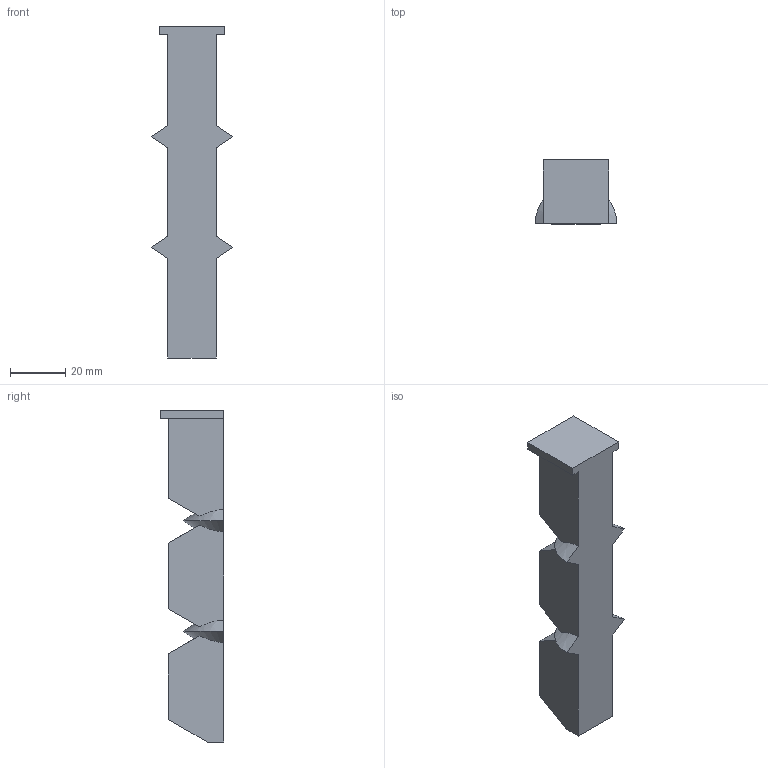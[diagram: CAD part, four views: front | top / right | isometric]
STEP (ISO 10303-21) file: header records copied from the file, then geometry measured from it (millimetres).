
FILE_DESCRIPTION(('Open CASCADE Model'),'2;1');
FILE_NAME('Open CASCADE Shape Model','2022-06-13T18:04:16',('Author'),( 'Open CASCADE'),'Open CASCADE STEP processor 7.6','Open CASCADE 7.6' ,'Unknown');
FILE_SCHEMA(('AUTOMOTIVE_DESIGN { 1 0 10303 214 1 1 1 1 }'));
Length unit declared in the file: millimetre
Products named in the file (1): Open CASCADE STEP translator 7.6 1
Bounding box: 29.5 x 23 x 120 mm (x, y, z)
Volume: 38310.6 mm3; surface area: 11135.1 mm2
Topology: 1 solids, 5 shells, 49 faces, 117 edges, 78 vertices
Faces by surface type: plane 27, bspline 18, cone 4
Entity records: 4115 total; most frequent: CARTESIAN_POINT 2088, DIRECTION 264, ORIENTED_EDGE 234, PCURVE 234, DEFINITIONAL_REPRESENTATION 234, LINE 164, VECTOR 164, B_SPLINE_CURVE_WITH_KNOTS 139
